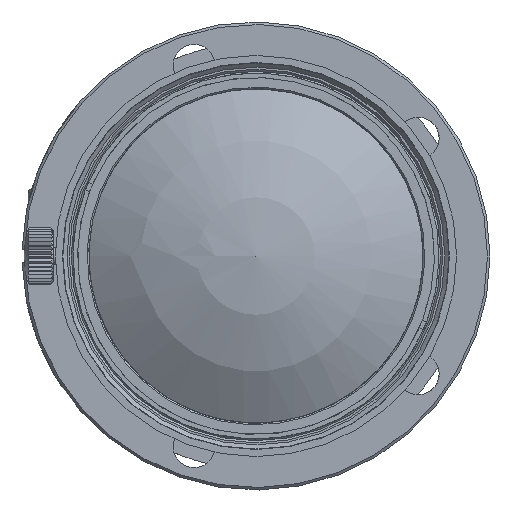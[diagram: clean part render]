
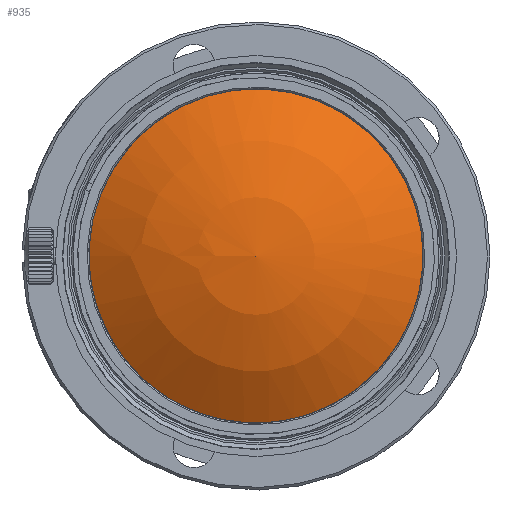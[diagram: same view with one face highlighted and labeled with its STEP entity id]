
A CAD part, left-side view. The second image highlights one B-rep face of the part: STEP entity #935.
In plain terms, the highlighted spherical face has radius 35.281 mm.
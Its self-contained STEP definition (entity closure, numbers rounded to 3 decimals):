
#106=SPHERICAL_SURFACE('',#9855,35.281);
#547=FACE_OUTER_BOUND('',#2784,.T.);
#935=ADVANCED_FACE('',(#547),#106,.T.);
#2784=EDGE_LOOP('',(#5389));
#5389=ORIENTED_EDGE('',*,*,#8239,.T.);
#6872=VERTEX_POINT('',#18976);
#8239=EDGE_CURVE('',#6872,#6872,#9339,.T.);
#9339=B_SPLINE_CURVE_WITH_KNOTS('',3,(#18958,#18959,#18960,#18961,#18962,
#18963,#18964,#18965,#18966,#18967,#18968,#18969,#18970,#18971,#18972,#18973,
#18974,#18975),.UNSPECIFIED.,.T.,.F.,(2,2,2,2,2,2,2,2,2,2,2),(-0.125,0.,
0.125,0.25,0.375,0.5,0.625,0.75,0.875,1.,1.125),.UNSPECIFIED.);
#9855=AXIS2_PLACEMENT_3D('',#18977,#11070,#11071);
#11070=DIRECTION('',(-1.,0.,0.));
#11071=DIRECTION('',(0.,1.,0.));
#18958=CARTESIAN_POINT('',(-93.401,-5.236,19.999));
#18959=CARTESIAN_POINT('',(-93.401,5.236,19.999));
#18960=CARTESIAN_POINT('',(-93.401,10.439,17.844));
#18961=CARTESIAN_POINT('',(-93.401,17.844,10.439));
#18962=CARTESIAN_POINT('',(-93.401,19.999,5.236));
#18963=CARTESIAN_POINT('',(-93.401,19.999,-5.236));
#18964=CARTESIAN_POINT('',(-93.401,17.844,-10.439));
#18965=CARTESIAN_POINT('',(-93.401,10.439,-17.844));
#18966=CARTESIAN_POINT('',(-93.401,5.236,-19.999));
#18967=CARTESIAN_POINT('',(-93.401,-5.236,-19.999));
#18968=CARTESIAN_POINT('',(-93.401,-10.439,-17.844));
#18969=CARTESIAN_POINT('',(-93.401,-17.844,-10.439));
#18970=CARTESIAN_POINT('',(-93.401,-19.999,-5.236));
#18971=CARTESIAN_POINT('',(-93.401,-19.999,5.236));
#18972=CARTESIAN_POINT('',(-93.401,-17.844,10.439));
#18973=CARTESIAN_POINT('',(-93.401,-10.439,17.844));
#18974=CARTESIAN_POINT('',(-93.401,-5.236,19.999));
#18975=CARTESIAN_POINT('',(-93.401,5.236,19.999));
#18976=CARTESIAN_POINT('',(-93.401,0.,19.999));
#18977=CARTESIAN_POINT('',(-64.336,0.,0.));
